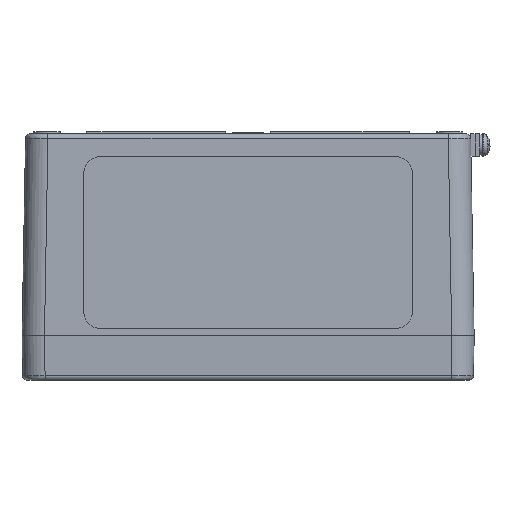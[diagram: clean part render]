
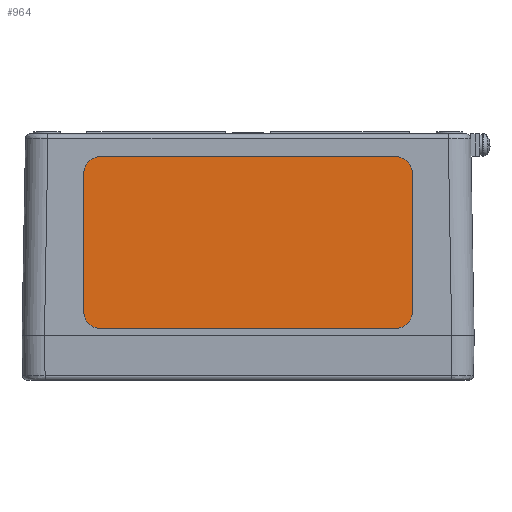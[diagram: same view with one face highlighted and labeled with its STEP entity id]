
A CAD part, front view. The second image highlights one B-rep face of the part: STEP entity #964.
In plain terms, the highlighted planar face has unit normal (0, -1, 0.018).
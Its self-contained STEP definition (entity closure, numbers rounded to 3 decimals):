
#698=CARTESIAN_POINT('',(-65.5,-115.914,5.));
#699=VERTEX_POINT('',#698);
#700=CARTESIAN_POINT('',(-73.5,-115.774,12.998));
#701=VERTEX_POINT('',#700);
#702=CARTESIAN_POINT('',(-65.5,-115.774,12.998));
#703=DIRECTION('',(0.,1.,-0.017));
#704=DIRECTION('',(-1.,0.,0.));
#705=AXIS2_PLACEMENT_3D('',#702,#703,#704);
#706=CIRCLE('',#705,8.);
#707=EDGE_CURVE('',#699,#701,#706,.T.);
#740=CARTESIAN_POINT('',(-73.5,-114.71,73.989));
#741=VERTEX_POINT('',#740);
#742=CARTESIAN_POINT('',(-73.5,-115.774,12.998));
#743=DIRECTION('',(0.,0.017,1.));
#744=VECTOR('',#743,61.);
#745=LINE('',#742,#744);
#746=EDGE_CURVE('',#701,#741,#745,.T.);
#771=CARTESIAN_POINT('',(-65.5,-114.57,81.988));
#772=VERTEX_POINT('',#771);
#773=CARTESIAN_POINT('',(-65.5,-114.71,73.989));
#774=DIRECTION('',(0.,1.,-0.017));
#775=DIRECTION('',(0.,0.017,1.));
#776=AXIS2_PLACEMENT_3D('',#773,#774,#775);
#777=CIRCLE('',#776,8.);
#778=EDGE_CURVE('',#741,#772,#777,.T.);
#804=CARTESIAN_POINT('',(65.5,-114.57,81.988));
#805=VERTEX_POINT('',#804);
#806=CARTESIAN_POINT('',(73.5,-114.71,73.989));
#807=VERTEX_POINT('',#806);
#808=CARTESIAN_POINT('',(65.5,-114.71,73.989));
#809=DIRECTION('',(0.,1.,-0.017));
#810=DIRECTION('',(1.,0.,0.));
#811=AXIS2_PLACEMENT_3D('',#808,#809,#810);
#812=CIRCLE('',#811,8.);
#813=EDGE_CURVE('',#805,#807,#812,.T.);
#846=CARTESIAN_POINT('',(73.5,-115.774,12.998));
#847=VERTEX_POINT('',#846);
#848=CARTESIAN_POINT('',(73.5,-114.71,73.989));
#849=DIRECTION('',(0.,-0.017,-1.));
#850=VECTOR('',#849,61.);
#851=LINE('',#848,#850);
#852=EDGE_CURVE('',#807,#847,#851,.T.);
#877=CARTESIAN_POINT('',(65.5,-115.914,5.));
#878=VERTEX_POINT('',#877);
#879=CARTESIAN_POINT('',(65.5,-115.774,12.998));
#880=DIRECTION('',(0.,1.,-0.017));
#881=DIRECTION('',(0.,-0.017,-1.));
#882=AXIS2_PLACEMENT_3D('',#879,#880,#881);
#883=CIRCLE('',#882,8.);
#884=EDGE_CURVE('',#847,#878,#883,.T.);
#910=CARTESIAN_POINT('',(65.5,-115.914,5.));
#911=DIRECTION('',(-1.0,0.0,0.0));
#912=VECTOR('',#911,131.);
#913=LINE('',#910,#912);
#914=EDGE_CURVE('',#878,#699,#913,.T.);
#932=CARTESIAN_POINT('',(-65.5,-114.57,81.988));
#933=DIRECTION('',(1.0,0.0,0.0));
#934=VECTOR('',#933,131.);
#935=LINE('',#932,#934);
#936=EDGE_CURVE('',#772,#805,#935,.T.);
#949=CARTESIAN_POINT('',(35.852,-115.242,43.494));
#950=DIRECTION('',(0.,1.,-0.017));
#951=DIRECTION('',(0.,0.017,1.));
#952=AXIS2_PLACEMENT_3D('',#949,#950,#951);
#953=PLANE('',#952);
#954=ORIENTED_EDGE('',*,*,#813,.F.);
#955=ORIENTED_EDGE('',*,*,#936,.F.);
#956=ORIENTED_EDGE('',*,*,#778,.F.);
#957=ORIENTED_EDGE('',*,*,#746,.F.);
#958=ORIENTED_EDGE('',*,*,#707,.F.);
#959=ORIENTED_EDGE('',*,*,#914,.F.);
#960=ORIENTED_EDGE('',*,*,#884,.F.);
#961=ORIENTED_EDGE('',*,*,#852,.F.);
#962=EDGE_LOOP('',(#954,#955,#956,#957,#958,#959,#960,#961));
#963=FACE_OUTER_BOUND('',#962,.T.);
#964=ADVANCED_FACE('',(#963),#953,.F.);
